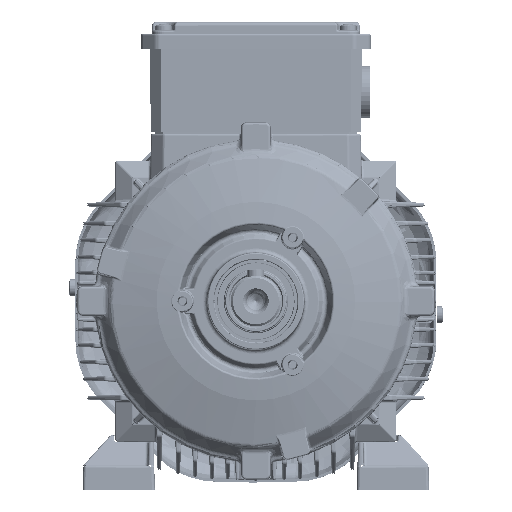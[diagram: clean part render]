
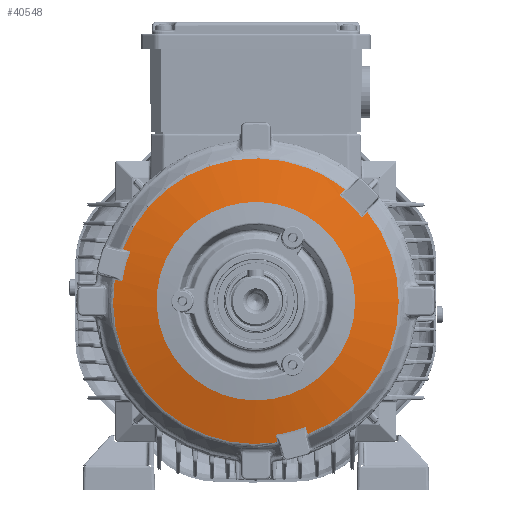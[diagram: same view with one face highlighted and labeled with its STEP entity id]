
A CAD part, left-side view. The second image highlights one B-rep face of the part: STEP entity #40548.
In plain terms, the highlighted conical face has half-angle 76.874 degrees and reference radius 68.424 mm.
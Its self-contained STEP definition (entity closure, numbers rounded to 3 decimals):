
#2713=CONICAL_SURFACE('',#128026,68.424,76.874);
#20852=B_SPLINE_CURVE_WITH_KNOTS('',3,(#235250,#235251,#235252,#235253),
 .UNSPECIFIED.,.F.,.F.,(4,4),(0.,1.),.UNSPECIFIED.);
#20862=B_SPLINE_CURVE_WITH_KNOTS('',3,(#235333,#235334,#235335,#235336),
 .UNSPECIFIED.,.F.,.F.,(4,4),(0.,1.),.UNSPECIFIED.);
#20889=B_SPLINE_CURVE_WITH_KNOTS('',3,(#235620,#235621,#235622,#235623),
 .UNSPECIFIED.,.F.,.F.,(4,4),(0.,1.),.UNSPECIFIED.);
#20931=B_SPLINE_CURVE_WITH_KNOTS('',3,(#236120,#236121,#236122,#236123),
 .UNSPECIFIED.,.F.,.F.,(4,4),(0.,1.),.UNSPECIFIED.);
#21092=B_SPLINE_CURVE_WITH_KNOTS('',3,(#238134,#238135,#238136,#238137),
 .UNSPECIFIED.,.F.,.F.,(4,4),(0.,1.),.UNSPECIFIED.);
#21093=B_SPLINE_CURVE_WITH_KNOTS('',3,(#238140,#238141,#238142,#238143),
 .UNSPECIFIED.,.F.,.F.,(4,4),(0.,1.),.UNSPECIFIED.);
#40548=ADVANCED_FACE('',(#44424,#44425),#2713,.T.);
#44424=FACE_BOUND('',#50834,.T.);
#44425=FACE_BOUND('',#50835,.T.);
#50834=EDGE_LOOP('',(#80659));
#50835=EDGE_LOOP('',(#80660,#80661,#80662,#80663,#80664,#80665,#80666,#80667,
#80668,#80669,#80670,#80671));
#80659=ORIENTED_EDGE('',*,*,#114078,.T.);
#80660=ORIENTED_EDGE('',*,*,#114043,.T.);
#80661=ORIENTED_EDGE('',*,*,#114222,.T.);
#80662=ORIENTED_EDGE('',*,*,#114630,.T.);
#80663=ORIENTED_EDGE('',*,*,#114233,.T.);
#80664=ORIENTED_EDGE('',*,*,#114017,.T.);
#80665=ORIENTED_EDGE('',*,*,#114275,.T.);
#80666=ORIENTED_EDGE('',*,*,#114272,.T.);
#80667=ORIENTED_EDGE('',*,*,#114631,.T.);
#80668=ORIENTED_EDGE('',*,*,#114611,.T.);
#80669=ORIENTED_EDGE('',*,*,#114629,.T.);
#80670=ORIENTED_EDGE('',*,*,#114321,.T.);
#80671=ORIENTED_EDGE('',*,*,#114333,.T.);
#95034=VERTEX_POINT('',#234133);
#95035=VERTEX_POINT('',#234135);
#95057=VERTEX_POINT('',#234272);
#95058=VERTEX_POINT('',#234274);
#95085=VERTEX_POINT('',#234502);
#95218=VERTEX_POINT('',#235249);
#95223=VERTEX_POINT('',#235337);
#95243=VERTEX_POINT('',#235608);
#95244=VERTEX_POINT('',#235610);
#95267=VERTEX_POINT('',#236010);
#95268=VERTEX_POINT('',#236012);
#95270=VERTEX_POINT('',#236027);
#95365=VERTEX_POINT('',#238060);
#114017=EDGE_CURVE('',#95035,#95034,#118994,.T.);
#114043=EDGE_CURVE('',#95058,#95057,#119004,.T.);
#114078=EDGE_CURVE('',#95085,#95085,#119015,.T.);
#114222=EDGE_CURVE('',#95057,#95218,#20852,.T.);
#114233=EDGE_CURVE('',#95223,#95035,#20862,.T.);
#114272=EDGE_CURVE('',#95244,#95243,#119071,.T.);
#114275=EDGE_CURVE('',#95034,#95244,#20889,.T.);
#114321=EDGE_CURVE('',#95268,#95267,#119081,.T.);
#114333=EDGE_CURVE('',#95267,#95058,#20931,.T.);
#114611=EDGE_CURVE('',#95365,#95270,#119170,.T.);
#114629=EDGE_CURVE('',#95270,#95268,#21092,.T.);
#114630=EDGE_CURVE('',#95218,#95223,#119177,.T.);
#114631=EDGE_CURVE('',#95243,#95365,#21093,.T.);
#118994=CIRCLE('',#127636,68.075);
#119004=CIRCLE('',#127650,68.075);
#119015=CIRCLE('',#127667,47.315);
#119071=CIRCLE('',#127765,64.385);
#119081=CIRCLE('',#127790,64.385);
#119170=CIRCLE('',#128001,68.075);
#119177=CIRCLE('',#128025,64.385);
#127636=AXIS2_PLACEMENT_3D('',#234134,#150405,#150406);
#127650=AXIS2_PLACEMENT_3D('',#234273,#150433,#150434);
#127667=AXIS2_PLACEMENT_3D('',#234501,#150467,#150468);
#127765=AXIS2_PLACEMENT_3D('',#235609,#150694,#150695);
#127790=AXIS2_PLACEMENT_3D('',#236011,#150749,#150750);
#128001=AXIS2_PLACEMENT_3D('',#238059,#151193,#151194);
#128025=AXIS2_PLACEMENT_3D('',#238139,#151242,#151243);
#128026=AXIS2_PLACEMENT_3D('',#238144,#151244,#151245);
#150405=DIRECTION('',(-1.,0.,0.));
#150406=DIRECTION('',(0.,0.,1.));
#150433=DIRECTION('',(-1.,0.,0.));
#150434=DIRECTION('',(0.,0.,1.));
#150467=DIRECTION('',(1.,0.,0.));
#150468=DIRECTION('',(0.,0.,-1.));
#150694=DIRECTION('',(-1.,0.,0.));
#150695=DIRECTION('',(0.,0.866,0.5));
#150749=DIRECTION('',(-1.,0.,0.));
#150750=DIRECTION('',(0.,0.,-1.));
#151193=DIRECTION('',(-1.,0.,0.));
#151194=DIRECTION('',(0.,0.,1.));
#151242=DIRECTION('',(-1.,0.,0.));
#151243=DIRECTION('',(0.,-0.866,0.5));
#151244=DIRECTION('',(1.,0.,0.));
#151245=DIRECTION('',(0.,0.,1.));
#234133=CARTESIAN_POINT('',(-10.183,-53.127,42.565));
#234134=CARTESIAN_POINT('',(-10.183,0.,0.));
#234135=CARTESIAN_POINT('',(-10.183,-24.727,-63.426));
#234272=CARTESIAN_POINT('',(-10.183,-10.299,-67.292));
#234273=CARTESIAN_POINT('',(-10.183,0.,0.));
#234274=CARTESIAN_POINT('',(-10.183,67.292,10.299));
#234501=CARTESIAN_POINT('',(-15.024,0.,0.));
#234502=CARTESIAN_POINT('',(-15.024,0.,-47.315));
#235249=CARTESIAN_POINT('',(-11.044,-9.369,-63.7));
#235250=CARTESIAN_POINT('',(-10.183,-10.299,-67.292));
#235251=CARTESIAN_POINT('',(-10.478,-9.981,-66.061));
#235252=CARTESIAN_POINT('',(-10.765,-9.671,-64.864));
#235253=CARTESIAN_POINT('',(-11.044,-9.369,-63.7));
#235333=CARTESIAN_POINT('',(-11.044,-23.736,-59.85));
#235334=CARTESIAN_POINT('',(-10.765,-24.057,-61.009));
#235335=CARTESIAN_POINT('',(-10.478,-24.387,-62.201));
#235336=CARTESIAN_POINT('',(-10.183,-24.727,-63.426));
#235337=CARTESIAN_POINT('',(-11.044,-23.736,-59.85));
#235608=CARTESIAN_POINT('',(-11.044,-39.964,50.481));
#235609=CARTESIAN_POINT('',(-11.044,0.,0.));
#235610=CARTESIAN_POINT('',(-11.044,-50.481,39.964));
#235620=CARTESIAN_POINT('',(-10.183,-53.127,42.565));
#235621=CARTESIAN_POINT('',(-10.478,-52.22,41.674));
#235622=CARTESIAN_POINT('',(-10.765,-51.339,40.807));
#235623=CARTESIAN_POINT('',(-11.044,-50.481,39.964));
#236010=CARTESIAN_POINT('',(-11.044,63.699,9.369));
#236011=CARTESIAN_POINT('',(-11.044,0.,0.));
#236012=CARTESIAN_POINT('',(-11.044,59.85,23.736));
#236027=CARTESIAN_POINT('',(-10.183,63.426,24.726));
#236120=CARTESIAN_POINT('',(-11.044,63.699,9.369));
#236121=CARTESIAN_POINT('',(-10.765,64.864,9.671));
#236122=CARTESIAN_POINT('',(-10.478,66.061,9.981));
#236123=CARTESIAN_POINT('',(-10.183,67.292,10.299));
#238059=CARTESIAN_POINT('',(-10.183,0.,0.));
#238060=CARTESIAN_POINT('',(-10.183,-42.565,53.127));
#238134=CARTESIAN_POINT('',(-10.183,63.426,24.726));
#238135=CARTESIAN_POINT('',(-10.478,62.201,24.387));
#238136=CARTESIAN_POINT('',(-10.765,61.009,24.057));
#238137=CARTESIAN_POINT('',(-11.044,59.85,23.736));
#238139=CARTESIAN_POINT('',(-11.044,0.,0.));
#238140=CARTESIAN_POINT('',(-11.044,-39.964,50.481));
#238141=CARTESIAN_POINT('',(-10.765,-40.807,51.338));
#238142=CARTESIAN_POINT('',(-10.478,-41.674,52.22));
#238143=CARTESIAN_POINT('',(-10.183,-42.565,53.127));
#238144=CARTESIAN_POINT('',(-10.102,0.,0.));
